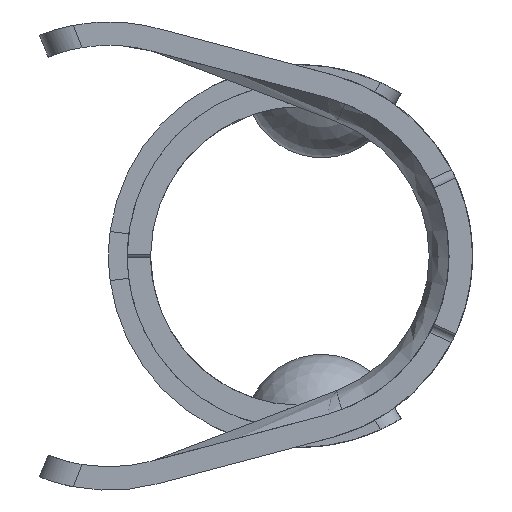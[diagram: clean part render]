
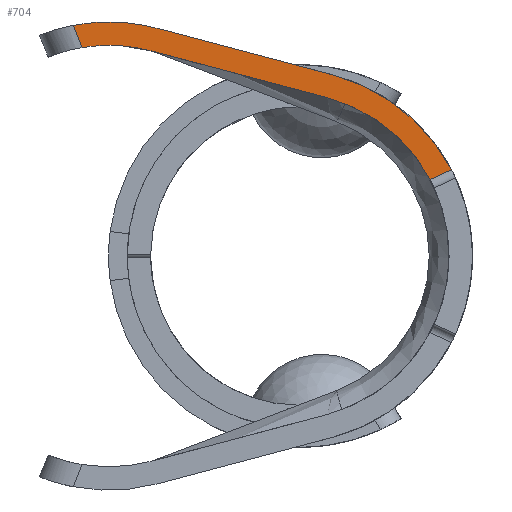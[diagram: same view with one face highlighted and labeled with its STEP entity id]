
A CAD part, left-side view. The second image highlights one B-rep face of the part: STEP entity #704.
In plain terms, the highlighted planar face has unit normal (-1, 0, 0).
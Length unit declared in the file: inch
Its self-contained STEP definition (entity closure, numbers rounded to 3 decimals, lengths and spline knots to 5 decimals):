
#31 = DIRECTION ( 'NONE',  ( -1., 0., 0. ) ) ;
#104 = AXIS2_PLACEMENT_3D ( 'NONE', #12186, #2789, #7037 ) ;
#597 = ORIENTED_EDGE ( 'NONE', *, *, #12877, .F. ) ;
#704 = ADVANCED_FACE ( 'NONE', ( #8235 ), #12351, .F. ) ;
#900 = VERTEX_POINT ( 'NONE', #2342 ) ;
#1019 = CIRCLE ( 'NONE', #104, 0.14 ) ;
#1501 = CIRCLE ( 'NONE', #4564, 0.14 ) ;
#1776 = DIRECTION ( 'NONE',  ( 0., 0., -1. ) ) ;
#1863 = LINE ( 'NONE', #6089, #9976 ) ;
#2121 = DIRECTION ( 'NONE',  ( 0., 0.966, 0.257 ) ) ;
#2184 = CARTESIAN_POINT ( 'NONE',  ( -1.02, -0.02857, 0.15464 ) ) ;
#2342 = CARTESIAN_POINT ( 'NONE',  ( -1.02, 0.19359, 0.19707 ) ) ;
#2384 = CARTESIAN_POINT ( 'NONE',  ( -1.02, 0.18601, 0.17811 ) ) ;
#2789 = DIRECTION ( 'NONE',  ( -1., 0., 0. ) ) ;
#2834 = CARTESIAN_POINT ( 'NONE',  ( -1.02, 0.12205, 0.19464 ) ) ;
#2944 = CARTESIAN_POINT ( 'NONE',  ( -1.02, 0.0125, 0. ) ) ;
#3026 = EDGE_CURVE ( 'NONE', #11820, #6350, #1501, .T. ) ;
#3299 = EDGE_CURVE ( 'NONE', #5573, #10725, #11556, .T. ) ;
#3390 = VERTEX_POINT ( 'NONE', #2384 ) ;
#3523 = CARTESIAN_POINT ( 'NONE',  ( -1.02, 0.10072, -0.03526 ) ) ;
#3594 = EDGE_CURVE ( 'NONE', #10725, #10736, #7127, .T. ) ;
#3763 = DIRECTION ( 'NONE',  ( 1., 0., 0. ) ) ;
#3972 = EDGE_CURVE ( 'NONE', #900, #3390, #9791, .T. ) ;
#4197 = DIRECTION ( 'NONE',  ( 0., 0., 1. ) ) ;
#4438 = ORIENTED_EDGE ( 'NONE', *, *, #12140, .F. ) ;
#4473 = VECTOR ( 'NONE', #7761, 39.37008 ) ;
#4564 = AXIS2_PLACEMENT_3D ( 'NONE', #9442, #31, #4197 ) ;
#4622 = ORIENTED_EDGE ( 'NONE', *, *, #9668, .T. ) ;
#5152 = DIRECTION ( 'NONE',  ( 1., 0., 0. ) ) ;
#5573 = VERTEX_POINT ( 'NONE', #2834 ) ;
#5736 = CARTESIAN_POINT ( 'NONE',  ( -1.02, -0.12943, 0.07386 ) ) ;
#5792 = CARTESIAN_POINT ( 'NONE',  ( -1.02, 0.16312, 0.18 ) ) ;
#5843 = AXIS2_PLACEMENT_3D ( 'NONE', #12396, #6205, #10354 ) ;
#6046 = VERTEX_POINT ( 'NONE', #10221 ) ;
#6089 = CARTESIAN_POINT ( 'NONE',  ( -1.02, -0.12962, 0.07394 ) ) ;
#6205 = DIRECTION ( 'NONE',  ( -1., 0., 0. ) ) ;
#6350 = VERTEX_POINT ( 'NONE', #5792 ) ;
#6357 = ORIENTED_EDGE ( 'NONE', *, *, #8428, .F. ) ;
#6406 = DIRECTION ( 'NONE',  ( 0., -0.966, -0.257 ) ) ;
#6966 = AXIS2_PLACEMENT_3D ( 'NONE', #13180, #3763, #8011 ) ;
#7026 = CARTESIAN_POINT ( 'NONE',  ( -1.02, 0.0125, 0. ) ) ;
#7037 = DIRECTION ( 'NONE',  ( 0., 0., 1. ) ) ;
#7127 = CIRCLE ( 'NONE', #12790, 0.16 ) ;
#7195 = DIRECTION ( 'NONE',  ( 1., 0., 0. ) ) ;
#7380 = LINE ( 'NONE', #11496, #10024 ) ;
#7761 = DIRECTION ( 'NONE',  ( 0., -0.371, -0.929 ) ) ;
#7789 = CARTESIAN_POINT ( 'NONE',  ( -1.02, 0.12718, 0.17531 ) ) ;
#7942 = ORIENTED_EDGE ( 'NONE', *, *, #3594, .F. ) ;
#8011 = DIRECTION ( 'NONE',  ( 0., 0., 1. ) ) ;
#8235 = FACE_OUTER_BOUND ( 'NONE', #12944, .T. ) ;
#8279 = CARTESIAN_POINT ( 'NONE',  ( -1.02, -0.02344, 0.13531 ) ) ;
#8428 = EDGE_CURVE ( 'NONE', #6046, #11668, #11680, .T. ) ;
#8639 = ORIENTED_EDGE ( 'NONE', *, *, #3299, .F. ) ;
#8655 = ORIENTED_EDGE ( 'NONE', *, *, #3026, .F. ) ;
#8817 = CARTESIAN_POINT ( 'NONE',  ( -1.02, -0.02857, 0.15464 ) ) ;
#9036 = ORIENTED_EDGE ( 'NONE', *, *, #3972, .T. ) ;
#9341 = DIRECTION ( 'NONE',  ( 0., 0., 1. ) ) ;
#9442 = CARTESIAN_POINT ( 'NONE',  ( -1.02, 0.16312, 0.04 ) ) ;
#9513 = VERTEX_POINT ( 'NONE', #12990 ) ;
#9668 = EDGE_CURVE ( 'NONE', #6046, #10736, #1863, .T. ) ;
#9791 = LINE ( 'NONE', #3523, #4473 ) ;
#9976 = VECTOR ( 'NONE', #10235, 39.37008 ) ;
#10024 = VECTOR ( 'NONE', #2121, 39.37008 ) ;
#10079 = ORIENTED_EDGE ( 'NONE', *, *, #10806, .F. ) ;
#10221 = CARTESIAN_POINT ( 'NONE',  ( -1.02, -0.11123, 0.06551 ) ) ;
#10235 = DIRECTION ( 'NONE',  ( 0., -0.909, 0.417 ) ) ;
#10354 = DIRECTION ( 'NONE',  ( 0., 0., -1. ) ) ;
#10725 = VERTEX_POINT ( 'NONE', #8817 ) ;
#10736 = VERTEX_POINT ( 'NONE', #5736 ) ;
#10806 = EDGE_CURVE ( 'NONE', #9513, #5573, #12841, .T. ) ;
#11071 = CIRCLE ( 'NONE', #11505, 0.16 ) ;
#11147 = DIRECTION ( 'NONE',  ( 1., 0., 0. ) ) ;
#11314 = DIRECTION ( 'NONE',  ( 0., 0., -1. ) ) ;
#11345 = CARTESIAN_POINT ( 'NONE',  ( -1.02, 0.16312, 0.04 ) ) ;
#11496 = CARTESIAN_POINT ( 'NONE',  ( -1.02, -0.02344, 0.13531 ) ) ;
#11505 = AXIS2_PLACEMENT_3D ( 'NONE', #11345, #5152, #9341 ) ;
#11549 = EDGE_CURVE ( 'NONE', #6350, #3390, #1019, .T. ) ;
#11556 = LINE ( 'NONE', #2184, #13445 ) ;
#11668 = VERTEX_POINT ( 'NONE', #8279 ) ;
#11680 = CIRCLE ( 'NONE', #5843, 0.14 ) ;
#11820 = VERTEX_POINT ( 'NONE', #7789 ) ;
#12022 = ORIENTED_EDGE ( 'NONE', *, *, #11549, .F. ) ;
#12140 = EDGE_CURVE ( 'NONE', #900, #9513, #11071, .T. ) ;
#12186 = CARTESIAN_POINT ( 'NONE',  ( -1.02, 0.16312, 0.04 ) ) ;
#12351 = PLANE ( 'NONE',  #12637 ) ;
#12396 = CARTESIAN_POINT ( 'NONE',  ( -1.02, 0.0125, 0. ) ) ;
#12637 = AXIS2_PLACEMENT_3D ( 'NONE', #2944, #7195, #11314 ) ;
#12790 = AXIS2_PLACEMENT_3D ( 'NONE', #7026, #11147, #1776 ) ;
#12841 = CIRCLE ( 'NONE', #6966, 0.16 ) ;
#12877 = EDGE_CURVE ( 'NONE', #11668, #11820, #7380, .T. ) ;
#12944 = EDGE_LOOP ( 'NONE', ( #6357, #4622, #7942, #8639, #10079, #4438, #9036, #12022, #8655, #597 ) ) ;
#12990 = CARTESIAN_POINT ( 'NONE',  ( -1.02, 0.16312, 0.2 ) ) ;
#13180 = CARTESIAN_POINT ( 'NONE',  ( -1.02, 0.16312, 0.04 ) ) ;
#13445 = VECTOR ( 'NONE', #6406, 39.37008 ) ;
